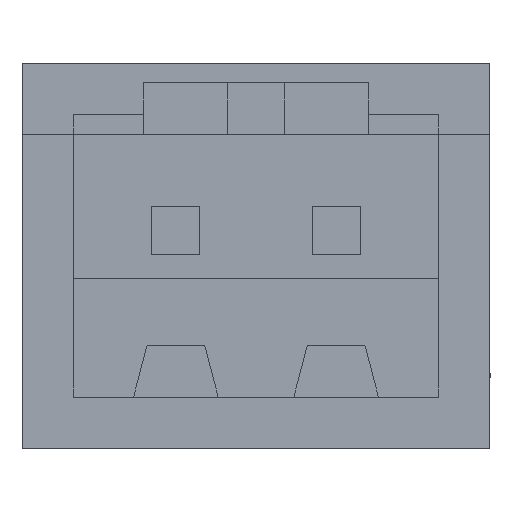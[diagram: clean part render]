
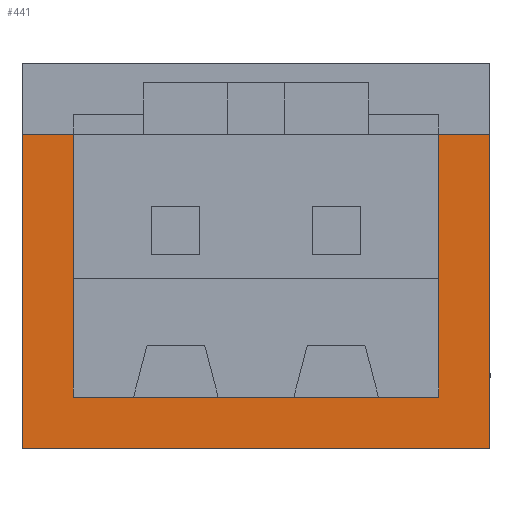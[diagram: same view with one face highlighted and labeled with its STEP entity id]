
A CAD part, front view. The second image highlights one B-rep face of the part: STEP entity #441.
In plain terms, the highlighted planar face has unit normal (0, -1, 0).
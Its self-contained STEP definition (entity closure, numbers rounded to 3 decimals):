
#13 = EDGE_LOOP ( 'NONE', ( #2035, #1080, #563, #753, #1428, #889, #692, #840 ) ) ;
#56 = CARTESIAN_POINT ( 'NONE',  ( 3.65, 3.07, 4.9 ) ) ;
#83 = EDGE_CURVE ( 'NONE', #1047, #2062, #1503, .T. ) ;
#94 = CARTESIAN_POINT ( 'NONE',  ( 2.85, 3.07, 0.8 ) ) ;
#188 = CARTESIAN_POINT ( 'NONE',  ( 3.65, 3.07, 0. ) ) ;
#233 = VECTOR ( 'NONE', #540, 1000. ) ;
#291 = PLANE ( 'NONE',  #1285 ) ;
#363 = CARTESIAN_POINT ( 'NONE',  ( -3.65, 3.07, 4.9 ) ) ;
#441 = ADVANCED_FACE ( 'NONE', ( #1009 ), #291, .F. ) ;
#444 = CARTESIAN_POINT ( 'NONE',  ( -3.65, 3.07, 0. ) ) ;
#451 = VERTEX_POINT ( 'NONE', #363 ) ;
#498 = CARTESIAN_POINT ( 'NONE',  ( 2.85, 3.07, 4.9 ) ) ;
#540 = DIRECTION ( 'NONE',  ( 0., 0., -1. ) ) ;
#563 = ORIENTED_EDGE ( 'NONE', *, *, #941, .F. ) ;
#604 = VECTOR ( 'NONE', #1611, 1000. ) ;
#633 = EDGE_CURVE ( 'NONE', #2062, #866, #2161, .T. ) ;
#634 = DIRECTION ( 'NONE',  ( 0., 0., -1. ) ) ;
#635 = CARTESIAN_POINT ( 'NONE',  ( -3.65, 3.07, 4.9 ) ) ;
#677 = EDGE_CURVE ( 'NONE', #1932, #1768, #1204, .T. ) ;
#691 = EDGE_CURVE ( 'NONE', #1047, #1932, #2085, .T. ) ;
#692 = ORIENTED_EDGE ( 'NONE', *, *, #633, .T. ) ;
#695 = DIRECTION ( 'NONE',  ( 0., 1., 0. ) ) ;
#753 = ORIENTED_EDGE ( 'NONE', *, *, #677, .F. ) ;
#840 = ORIENTED_EDGE ( 'NONE', *, *, #2024, .T. ) ;
#866 = VERTEX_POINT ( 'NONE', #94 ) ;
#889 = ORIENTED_EDGE ( 'NONE', *, *, #83, .T. ) ;
#897 = CARTESIAN_POINT ( 'NONE',  ( -2.85, 3.07, 4.9 ) ) ;
#941 = EDGE_CURVE ( 'NONE', #1768, #451, #1655, .T. ) ;
#1009 = FACE_OUTER_BOUND ( 'NONE', #13, .T. ) ;
#1047 = VERTEX_POINT ( 'NONE', #1804 ) ;
#1080 = ORIENTED_EDGE ( 'NONE', *, *, #1812, .F. ) ;
#1084 = CARTESIAN_POINT ( 'NONE',  ( -2.85, 3.07, 0.8 ) ) ;
#1092 = DIRECTION ( 'NONE',  ( -1., 0., 0. ) ) ;
#1155 = CARTESIAN_POINT ( 'NONE',  ( 2.85, 3.07, 4.9 ) ) ;
#1179 = VECTOR ( 'NONE', #2036, 1000. ) ;
#1204 = LINE ( 'NONE', #188, #2141 ) ;
#1220 = VERTEX_POINT ( 'NONE', #1084 ) ;
#1269 = VERTEX_POINT ( 'NONE', #897 ) ;
#1285 = AXIS2_PLACEMENT_3D ( 'NONE', #1510, #695, #1705 ) ;
#1309 = DIRECTION ( 'NONE',  ( 1., 0., 0. ) ) ;
#1384 = DIRECTION ( 'NONE',  ( -1., 0., 0. ) ) ;
#1428 = ORIENTED_EDGE ( 'NONE', *, *, #691, .F. ) ;
#1467 = CARTESIAN_POINT ( 'NONE',  ( 3.65, 3.07, 0. ) ) ;
#1476 = LINE ( 'NONE', #1636, #1846 ) ;
#1493 = DIRECTION ( 'NONE',  ( 0., 0., 1. ) ) ;
#1503 = LINE ( 'NONE', #1803, #1179 ) ;
#1510 = CARTESIAN_POINT ( 'NONE',  ( -3.65, 3.07, 0.8 ) ) ;
#1611 = DIRECTION ( 'NONE',  ( 0., 0., 1. ) ) ;
#1636 = CARTESIAN_POINT ( 'NONE',  ( 3.65, 3.07, 0.8 ) ) ;
#1655 = LINE ( 'NONE', #2183, #1673 ) ;
#1673 = VECTOR ( 'NONE', #1493, 1000. ) ;
#1705 = DIRECTION ( 'NONE',  ( 1., 0., 0. ) ) ;
#1707 = EDGE_CURVE ( 'NONE', #1220, #1269, #1971, .T. ) ;
#1768 = VERTEX_POINT ( 'NONE', #444 ) ;
#1803 = CARTESIAN_POINT ( 'NONE',  ( 3.65, 3.07, 4.9 ) ) ;
#1804 = CARTESIAN_POINT ( 'NONE',  ( 3.65, 3.07, 4.9 ) ) ;
#1812 = EDGE_CURVE ( 'NONE', #451, #1269, #1823, .T. ) ;
#1823 = LINE ( 'NONE', #635, #2168 ) ;
#1846 = VECTOR ( 'NONE', #1092, 1000. ) ;
#1932 = VERTEX_POINT ( 'NONE', #1467 ) ;
#1971 = LINE ( 'NONE', #2129, #604 ) ;
#2024 = EDGE_CURVE ( 'NONE', #866, #1220, #1476, .T. ) ;
#2035 = ORIENTED_EDGE ( 'NONE', *, *, #1707, .T. ) ;
#2036 = DIRECTION ( 'NONE',  ( -1., 0., 0. ) ) ;
#2062 = VERTEX_POINT ( 'NONE', #498 ) ;
#2085 = LINE ( 'NONE', #56, #233 ) ;
#2108 = VECTOR ( 'NONE', #634, 1000. ) ;
#2129 = CARTESIAN_POINT ( 'NONE',  ( -2.85, 3.07, 0.8 ) ) ;
#2141 = VECTOR ( 'NONE', #1384, 1000. ) ;
#2161 = LINE ( 'NONE', #1155, #2108 ) ;
#2168 = VECTOR ( 'NONE', #1309, 1000. ) ;
#2183 = CARTESIAN_POINT ( 'NONE',  ( -3.65, 3.07, 0.8 ) ) ;
